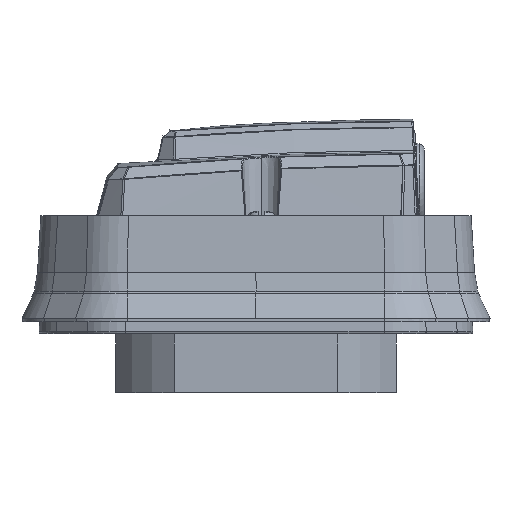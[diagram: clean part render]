
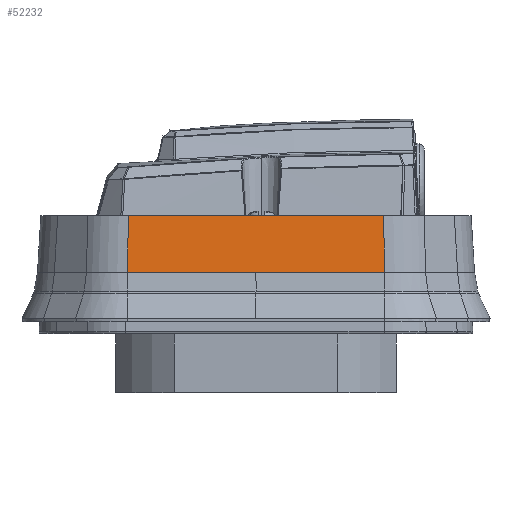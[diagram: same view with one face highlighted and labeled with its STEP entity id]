
A CAD part, left-side view. The second image highlights one B-rep face of the part: STEP entity #52232.
In plain terms, the highlighted planar face has unit normal (-0.998, 0, 0.061).
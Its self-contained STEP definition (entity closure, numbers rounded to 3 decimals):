
#52224=AXIS2_PLACEMENT_3D('Plane Axis2P3D',#52221,#52222,#52223) ;
#41145=CARTESIAN_POINT('Vertex',(-39.117,23.175,2.)) ;
#41148=CARTESIAN_POINT('Line Origine',(-39.117,0.,2.)) ;
#41152=CARTESIAN_POINT('Vertex',(-39.117,-23.175,2.)) ;
#41866=CARTESIAN_POINT('Vertex',(-39.747,23.436,-8.3)) ;
#41869=CARTESIAN_POINT('Line Origine',(-39.432,23.306,-3.15)) ;
#42998=CARTESIAN_POINT('Vertex',(-39.747,-23.436,-8.3)) ;
#43001=CARTESIAN_POINT('Line Origine',(-39.747,0.,-8.3)) ;
#52209=CARTESIAN_POINT('Line Origine',(-39.432,-23.306,-3.15)) ;
#52221=CARTESIAN_POINT('Axis2P3D Location',(-39.747,0.,-8.3)) ;
#41149=DIRECTION('Vector Direction',(0.,-1.,0.)) ;
#41870=DIRECTION('Vector Direction',(0.061,-0.025,0.998)) ;
#43002=DIRECTION('Vector Direction',(0.,1.,0.)) ;
#52210=DIRECTION('Vector Direction',(-0.061,-0.025,-0.998)) ;
#52222=DIRECTION('Axis2P3D Direction',(-0.998,0.,0.061)) ;
#52223=DIRECTION('Axis2P3D XDirection',(0.,1.,0.)) ;
#41150=VECTOR('Line Direction',#41149,1.) ;
#41871=VECTOR('Line Direction',#41870,1.) ;
#43003=VECTOR('Line Direction',#43002,1.) ;
#52211=VECTOR('Line Direction',#52210,1.) ;
#52227=ORIENTED_EDGE('',*,*,#43005,.F.) ;
#52228=ORIENTED_EDGE('',*,*,#52213,.T.) ;
#52229=ORIENTED_EDGE('',*,*,#41154,.F.) ;
#52230=ORIENTED_EDGE('',*,*,#41873,.F.) ;
#52232=ADVANCED_FACE('Surface.186',(#52231),#52225,.T.) ;
#41154=EDGE_CURVE('',#41146,#41153,#41151,.T.) ;
#41873=EDGE_CURVE('',#41867,#41146,#41872,.T.) ;
#43005=EDGE_CURVE('',#42999,#41867,#43004,.T.) ;
#52213=EDGE_CURVE('',#42999,#41153,#52212,.F.) ;
#52226=EDGE_LOOP('',(#52227,#52228,#52229,#52230)) ;
#52231=FACE_OUTER_BOUND('',#52226,.T.) ;
#41151=LINE('Line',#41148,#41150) ;
#41872=LINE('Line',#41869,#41871) ;
#43004=LINE('Line',#43001,#43003) ;
#52212=LINE('Line',#52209,#52211) ;
#52225=PLANE('',#52224) ;
#41146=VERTEX_POINT('',#41145) ;
#41153=VERTEX_POINT('',#41152) ;
#41867=VERTEX_POINT('',#41866) ;
#42999=VERTEX_POINT('',#42998) ;
